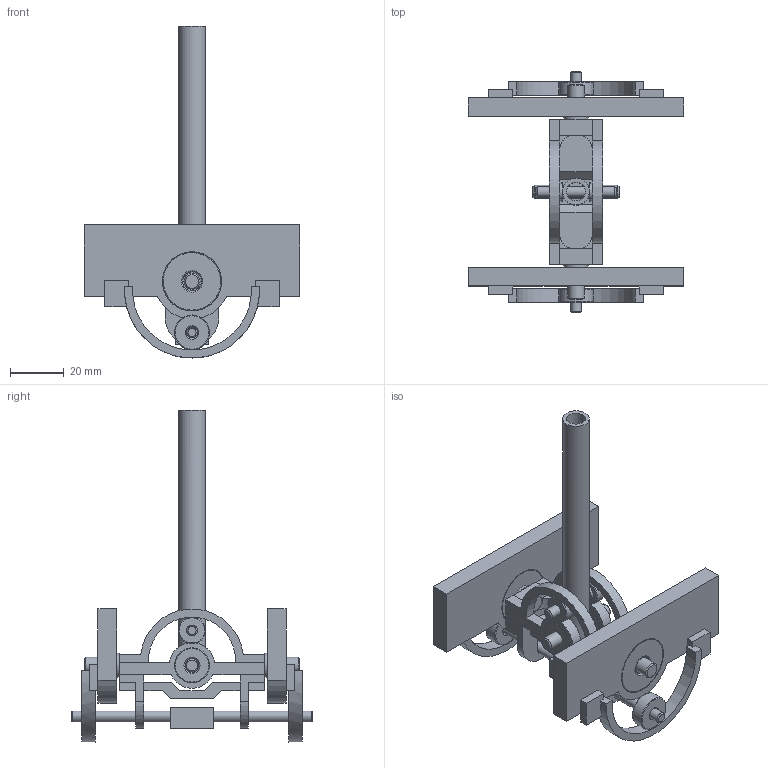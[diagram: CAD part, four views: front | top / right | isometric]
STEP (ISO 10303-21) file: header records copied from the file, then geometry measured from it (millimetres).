
FILE_DESCRIPTION(/* description */ (''),/* implementation_level */ '2;1');
FILE_NAME(/* name */ 'J2',/* time_stamp */ '2009-02-15T02:09:06+03:00',/* author */ (''),/* organization */ (''),/* preprocessor_version */ 'ST-DEVELOPER v9',/* originating_system */ 'UGS - NX 4.0',/* authorisation */ '');
FILE_SCHEMA (('CONFIG_CONTROL_DESIGN'));
Length unit declared in the file: millimetre
Products named in the file (5): podship24; podship27; podship23; podship1000095; J2-1
Assembly tree (8 placements, depth 2):
  J2-1
    podship1000095  x2
    podship23  x2
    podship27  x2
    podship24  x2
Bounding box: 80 x 90 x 123.5 mm (x, y, z)
Volume: 55182.4 mm3; surface area: 39341.1 mm2
Topology: 30 solids, 31 shells, 319 faces, 754 edges, 496 vertices
Faces by surface type: plane 203, cylinder 76, cone 24, torus 16
Full cylindrical faces by diameter (mm): 3 x2, 4 x7, 5 x7, 6 x10, 7 x7, 9 x2, 10 x3, 11 x2, 13 x6, 22 x4
Entity records: 8982 total; most frequent: CARTESIAN_POINT 1874, DIRECTION 1328, ORIENTED_EDGE 1196, EDGE_CURVE 598, AXIS2_PLACEMENT_3D 450, VERTEX_POINT 434, LINE 428, VECTOR 428
